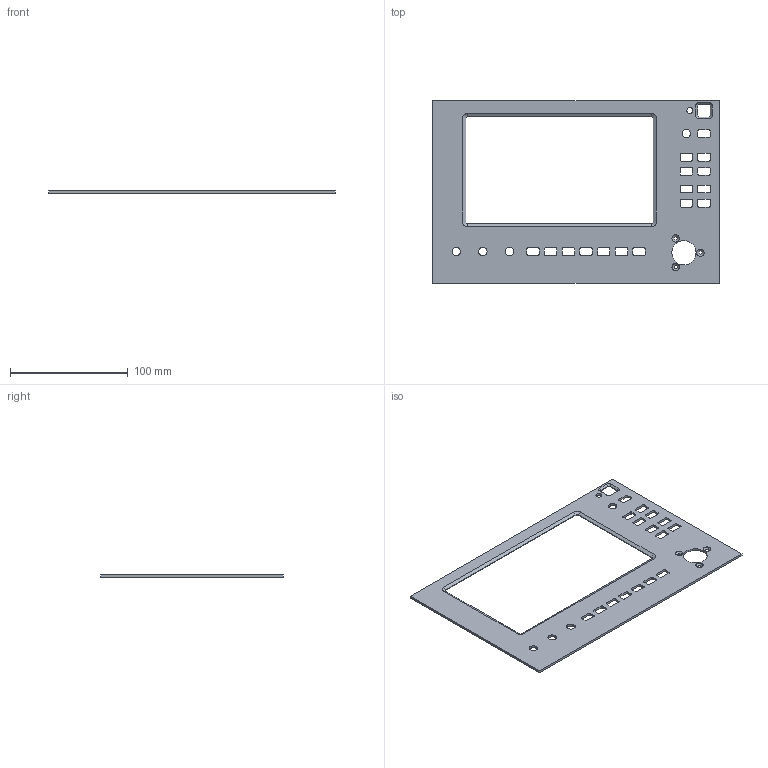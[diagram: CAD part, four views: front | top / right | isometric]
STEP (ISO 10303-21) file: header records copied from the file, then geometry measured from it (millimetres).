
FILE_DESCRIPTION(('Open CASCADE Model'),'2;1');
FILE_NAME('Open CASCADE Shape Model','2021-02-23T09:29:04',('Author'),( 'Open CASCADE'),'Open CASCADE STEP processor 7.2','Open CASCADE 7.2' ,'Unknown');
FILE_SCHEMA(('AUTOMOTIVE_DESIGN { 1 0 10303 214 1 1 1 1 }'));
Length unit declared in the file: millimetre
Products named in the file (1): Open CASCADE STEP translator 7.2 1
Bounding box: 243 x 155 x 2 mm (x, y, z)
Volume: 41835.4 mm3; surface area: 46442.8 mm2
Topology: 1 solids, 1 shells, 199 faces, 560 edges, 366 vertices
Faces by surface type: cylinder 96, plane 89, cone 14
Entity records: 13854 total; most frequent: CARTESIAN_POINT 2362, DIRECTION 2230, LINE 1238, VECTOR 1238, ORIENTED_EDGE 1120, PCURVE 1120, DEFINITIONAL_REPRESENTATION 1120, EDGE_CURVE 560
